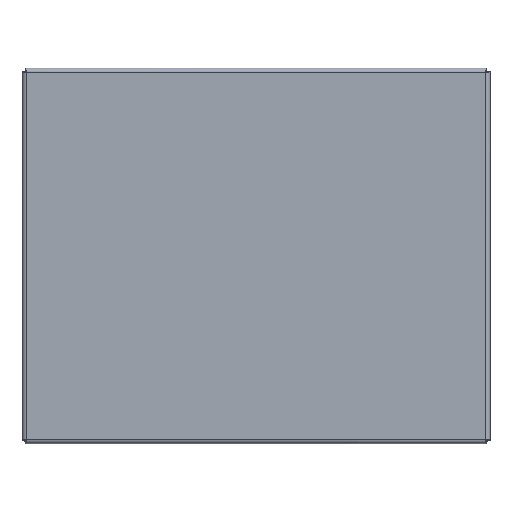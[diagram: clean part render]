
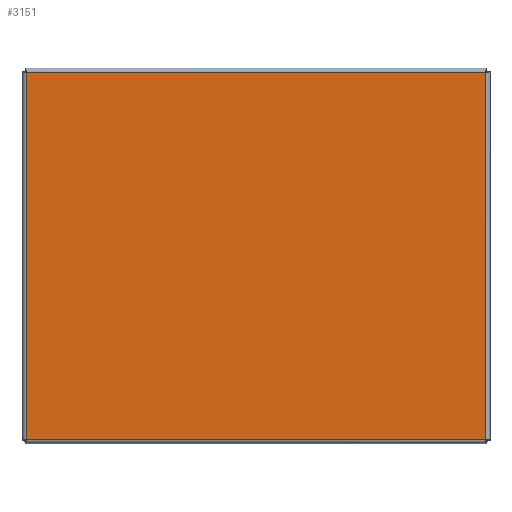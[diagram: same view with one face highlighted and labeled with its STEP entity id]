
A CAD part, top view. The second image highlights one B-rep face of the part: STEP entity #3151.
In plain terms, the highlighted planar face has unit normal (0, 0, 1).
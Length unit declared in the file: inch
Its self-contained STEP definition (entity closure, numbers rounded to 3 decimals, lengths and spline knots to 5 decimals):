
#257=PLANE($,#3360);
#457=LINE($,#4988,#687);
#462=LINE($,#5067,#692);
#466=LINE($,#5144,#696);
#470=LINE($,#5220,#700);
#687=VECTOR($,#3843,7.9458);
#692=VECTOR($,#3854,9.9458);
#696=VECTOR($,#3864,7.9458);
#700=VECTOR($,#3874,9.9458);
#991=FACE_OUTER_BOUND($,#1191,.T.);
#1191=EDGE_LOOP($,(#2423,#2424,#2425,#2426));
#1543=VERTEX_POINT($,#4979);
#1544=VERTEX_POINT($,#4987);
#1547=VERTEX_POINT($,#5059);
#1549=VERTEX_POINT($,#5136);
#1848=EDGE_CURVE($,#1544,#1543,#457,.T.);
#1857=EDGE_CURVE($,#1543,#1547,#462,.T.);
#1865=EDGE_CURVE($,#1547,#1549,#466,.T.);
#1873=EDGE_CURVE($,#1549,#1544,#470,.T.);
#2423=ORIENTED_EDGE($,*,*,#1848,.T.);
#2424=ORIENTED_EDGE($,*,*,#1857,.T.);
#2425=ORIENTED_EDGE($,*,*,#1865,.T.);
#2426=ORIENTED_EDGE($,*,*,#1873,.T.);
#3151=ADVANCED_FACE($,(#991),#257,.T.);
#3360=AXIS2_PLACEMENT_3D($,#5286,#3881,#3882);
#3843=DIRECTION($,(0.,1.,0.));
#3854=DIRECTION($,(-1.,0.,0.));
#3864=DIRECTION($,(0.,-1.,0.));
#3874=DIRECTION($,(1.,0.,0.));
#3881=DIRECTION('center_axis',(0.,0.,1.));
#3882=DIRECTION('ref_axis',(1.,0.,0.));
#4979=CARTESIAN_POINT('',(10.0354,8.0354,0.074));
#4987=CARTESIAN_POINT('',(10.0354,0.0896,0.074));
#4988=CARTESIAN_POINT($,(10.0354,2.07605,0.074));
#5059=CARTESIAN_POINT('',(0.0896,8.0354,0.074));
#5067=CARTESIAN_POINT($,(7.54895,8.0354,0.074));
#5136=CARTESIAN_POINT('',(0.0896,0.0896,0.074));
#5144=CARTESIAN_POINT($,(0.0896,6.04895,0.074));
#5220=CARTESIAN_POINT($,(2.57605,0.0896,0.074));
#5286=CARTESIAN_POINT('Origin',(5.0625,4.0625,0.074));
